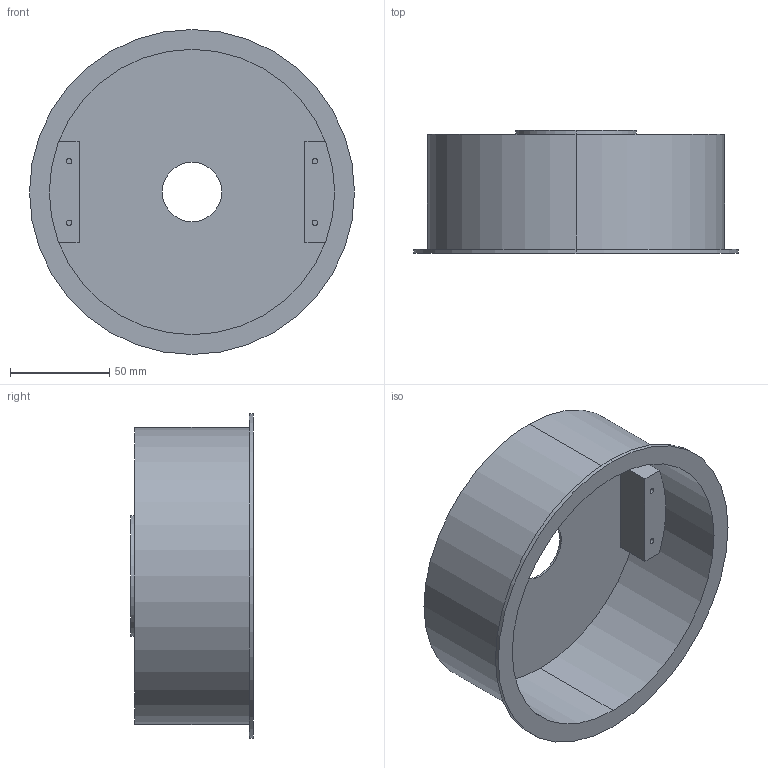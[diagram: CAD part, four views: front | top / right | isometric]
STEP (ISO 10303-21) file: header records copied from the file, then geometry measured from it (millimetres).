
FILE_DESCRIPTION (( 'STEP AP214' ), '1' );
FILE_NAME ('2024.07.31_窍何绊沥措AXIS.STEP', '2024-08-02T07:59:31', ( '' ), ( '' ), 'SwSTEP 2.0', 'SolidWorks 2024', '' );
FILE_SCHEMA (( 'AUTOMOTIVE_DESIGN' ));
Length unit declared in the file: millimetre
Products named in the file (1): 2024.07.31_하부고정대AXIS
Bounding box: 164 x 62 x 164 mm (x, y, z)
Volume: 227264.2 mm3; surface area: 102253.6 mm2
Topology: 3 solids, 3 shells, 45 faces, 90 edges, 60 vertices
Faces by surface type: cylinder 24, plane 21
Entity records: 1237 total; most frequent: DIRECTION 230, CARTESIAN_POINT 196, ORIENTED_EDGE 180, AXIS2_PLACEMENT_3D 94, EDGE_CURVE 90, VERTEX_POINT 60, EDGE_LOOP 56, CIRCLE 48
